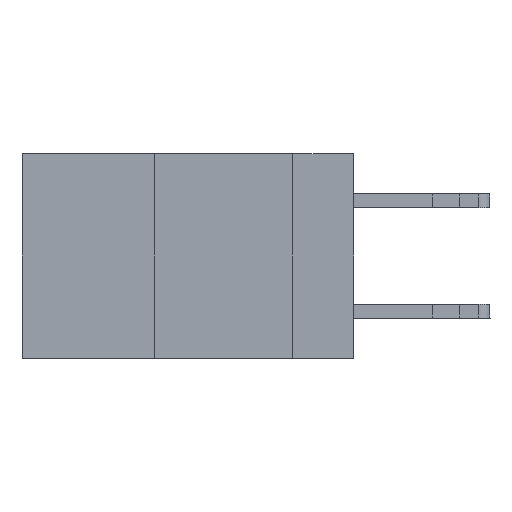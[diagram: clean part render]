
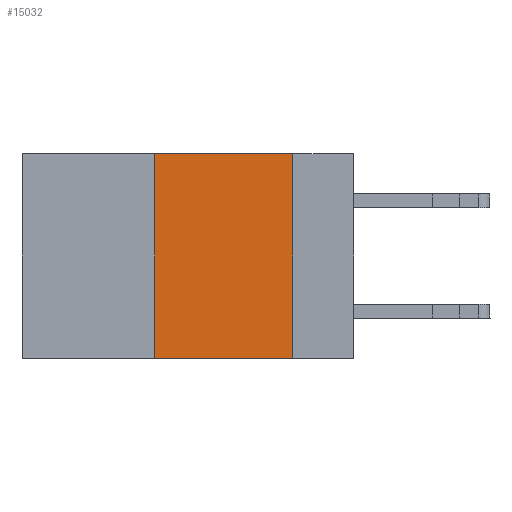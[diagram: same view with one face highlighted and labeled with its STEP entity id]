
A CAD part, left-side view. The second image highlights one B-rep face of the part: STEP entity #15032.
In plain terms, the highlighted planar face has unit normal (-1, 0, 0).
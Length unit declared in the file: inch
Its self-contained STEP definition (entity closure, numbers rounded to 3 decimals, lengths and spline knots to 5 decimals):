
#35 = VECTOR ( 'NONE', #3141, 39.37008 ) ;
#188 = LINE ( 'NONE', #15745, #6520 ) ;
#232 = ORIENTED_EDGE ( 'NONE', *, *, #15025, .T. ) ;
#250 = CARTESIAN_POINT ( 'NONE',  ( 0., 0.11, -0.37 ) ) ;
#276 = DIRECTION ( 'NONE',  ( 0., 0., -1. ) ) ;
#1010 = VERTEX_POINT ( 'NONE', #13608 ) ;
#2057 = CARTESIAN_POINT ( 'NONE',  ( 0., 0.36, 0. ) ) ;
#2732 = ORIENTED_EDGE ( 'NONE', *, *, #5878, .F. ) ;
#3141 = DIRECTION ( 'NONE',  ( 0., 0., 1. ) ) ;
#4014 = VECTOR ( 'NONE', #8070, 39.37008 ) ;
#4020 = AXIS2_PLACEMENT_3D ( 'NONE', #10134, #10297, #7560 ) ;
#4384 = LINE ( 'NONE', #14520, #4014 ) ;
#4464 = EDGE_CURVE ( 'NONE', #1010, #5987, #4384, .T. ) ;
#4481 = CARTESIAN_POINT ( 'NONE',  ( 0., 0.11, 0. ) ) ;
#4902 = CARTESIAN_POINT ( 'NONE',  ( 0., 0.6, -0.37 ) ) ;
#5878 = EDGE_CURVE ( 'NONE', #16547, #1010, #9806, .T. ) ;
#5987 = VERTEX_POINT ( 'NONE', #4481 ) ;
#6373 = LINE ( 'NONE', #4902, #15963 ) ;
#6520 = VECTOR ( 'NONE', #276, 39.37008 ) ;
#6792 = EDGE_LOOP ( 'NONE', ( #11842, #10183, #2732, #232 ) ) ;
#7560 = DIRECTION ( 'NONE',  ( 0., 0., -1. ) ) ;
#8070 = DIRECTION ( 'NONE',  ( 0., -1., 0. ) ) ;
#9041 = VERTEX_POINT ( 'NONE', #250 ) ;
#9185 = FACE_OUTER_BOUND ( 'NONE', #6792, .T. ) ;
#9806 = LINE ( 'NONE', #2057, #35 ) ;
#9964 = EDGE_CURVE ( 'NONE', #5987, #9041, #188, .T. ) ;
#10134 = CARTESIAN_POINT ( 'NONE',  ( 0., 0.6, 0. ) ) ;
#10183 = ORIENTED_EDGE ( 'NONE', *, *, #4464, .F. ) ;
#10297 = DIRECTION ( 'NONE',  ( 1., 0., 0. ) ) ;
#11842 = ORIENTED_EDGE ( 'NONE', *, *, #9964, .F. ) ;
#13115 = CARTESIAN_POINT ( 'NONE',  ( 0., 0.36, -0.37 ) ) ;
#13608 = CARTESIAN_POINT ( 'NONE',  ( 0., 0.36, 0. ) ) ;
#14029 = DIRECTION ( 'NONE',  ( 0., -1., 0. ) ) ;
#14192 = PLANE ( 'NONE',  #4020 ) ;
#14520 = CARTESIAN_POINT ( 'NONE',  ( 0., 0.6, 0. ) ) ;
#15025 = EDGE_CURVE ( 'NONE', #16547, #9041, #6373, .T. ) ;
#15032 = ADVANCED_FACE ( 'NONE', ( #9185 ), #14192, .F. ) ;
#15745 = CARTESIAN_POINT ( 'NONE',  ( 0., 0.11, 0. ) ) ;
#15963 = VECTOR ( 'NONE', #14029, 39.37008 ) ;
#16547 = VERTEX_POINT ( 'NONE', #13115 ) ;
